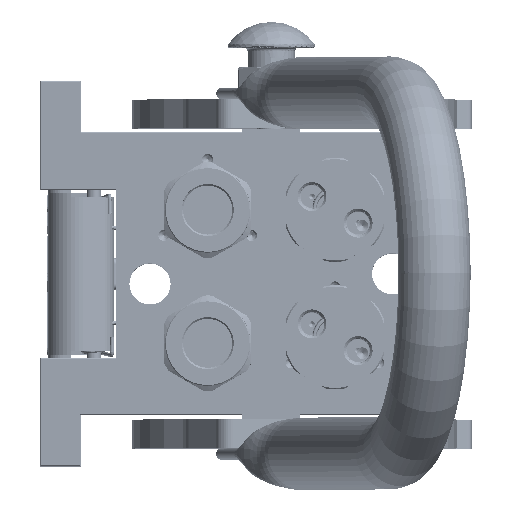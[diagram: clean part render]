
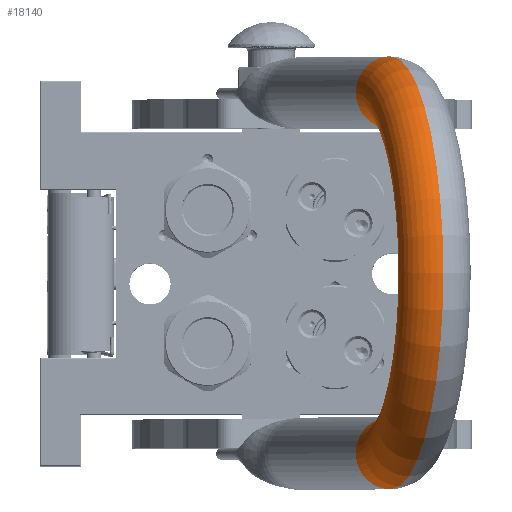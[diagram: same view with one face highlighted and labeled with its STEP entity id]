
A CAD part, top view. The second image highlights one B-rep face of the part: STEP entity #18140.
In plain terms, the highlighted toroidal (fillet/blend) face has major radius 62.25 mm and minor radius 12.5 mm.
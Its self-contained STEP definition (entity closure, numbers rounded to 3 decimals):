
#1442 = DIRECTION ( 'NONE',  ( 0., 1., 0. ) ) ;
#1994 = ORIENTED_EDGE ( 'NONE', *, *, #35857, .T. ) ;
#5104 = VERTEX_POINT ( 'NONE', #10037 ) ;
#6625 = DIRECTION ( 'NONE',  ( 0., 1., 0. ) ) ;
#10037 = CARTESIAN_POINT ( 'NONE',  ( -49.75, 0., 125.25 ) ) ;
#18140 = ADVANCED_FACE ( 'NONE', ( #131606 ), #135147, .T. ) ;
#23398 = AXIS2_PLACEMENT_3D ( 'NONE', #113784, #1442, #80318 ) ;
#25173 = CARTESIAN_POINT ( 'NONE',  ( 74.75, 0., 125.25 ) ) ;
#26575 = CIRCLE ( 'NONE', #86461, 12.5 ) ;
#27598 = DIRECTION ( 'NONE',  ( -1., 0., 0. ) ) ;
#35857 = EDGE_CURVE ( 'NONE', #57062, #52093, #116798, .T. ) ;
#38616 = EDGE_LOOP ( 'NONE', ( #1994, #120226, #69777, #74142 ) ) ;
#46704 = CARTESIAN_POINT ( 'NONE',  ( 0., 0., 125.25 ) ) ;
#49812 = CARTESIAN_POINT ( 'NONE',  ( 0., 0., 125.25 ) ) ;
#52093 = VERTEX_POINT ( 'NONE', #25173 ) ;
#52232 = EDGE_CURVE ( 'NONE', #5104, #144817, #133335, .T. ) ;
#56901 = AXIS2_PLACEMENT_3D ( 'NONE', #46704, #6625, #110567 ) ;
#57062 = VERTEX_POINT ( 'NONE', #144789 ) ;
#60803 = AXIS2_PLACEMENT_3D ( 'NONE', #49812, #82864, #27598 ) ;
#66119 = CARTESIAN_POINT ( 'NONE',  ( -62.25, 0., 125.25 ) ) ;
#68298 = DIRECTION ( 'NONE',  ( -1., 0., 0. ) ) ;
#69777 = ORIENTED_EDGE ( 'NONE', *, *, #52232, .F. ) ;
#74142 = ORIENTED_EDGE ( 'NONE', *, *, #127261, .T. ) ;
#80318 = DIRECTION ( 'NONE',  ( 1., 0., 0. ) ) ;
#81549 = EDGE_CURVE ( 'NONE', #144817, #52093, #26575, .T. ) ;
#82864 = DIRECTION ( 'NONE',  ( 0., 1., 0. ) ) ;
#86461 = AXIS2_PLACEMENT_3D ( 'NONE', #136749, #91941, #68298 ) ;
#91941 = DIRECTION ( 'NONE',  ( 0., 0., -1. ) ) ;
#98141 = DIRECTION ( 'NONE',  ( 1., 0., 0. ) ) ;
#103445 = CIRCLE ( 'NONE', #103872, 12.5 ) ;
#103872 = AXIS2_PLACEMENT_3D ( 'NONE', #66119, #143981, #98141 ) ;
#110567 = DIRECTION ( 'NONE',  ( -1., 0., 0. ) ) ;
#113624 = CARTESIAN_POINT ( 'NONE',  ( 49.75, 0., 125.25 ) ) ;
#113784 = CARTESIAN_POINT ( 'NONE',  ( 0., 0., 125.25 ) ) ;
#116798 = CIRCLE ( 'NONE', #56901, 74.75 ) ;
#120226 = ORIENTED_EDGE ( 'NONE', *, *, #81549, .F. ) ;
#127261 = EDGE_CURVE ( 'NONE', #5104, #57062, #103445, .T. ) ;
#131606 = FACE_OUTER_BOUND ( 'NONE', #38616, .T. ) ;
#133335 = CIRCLE ( 'NONE', #60803, 49.75 ) ;
#135147 = TOROIDAL_SURFACE ( 'NONE', #23398, 62.25, 12.5 ) ;
#136749 = CARTESIAN_POINT ( 'NONE',  ( 62.25, 0., 125.25 ) ) ;
#143981 = DIRECTION ( 'NONE',  ( 0., 0., 1. ) ) ;
#144789 = CARTESIAN_POINT ( 'NONE',  ( -74.75, 0., 125.25 ) ) ;
#144817 = VERTEX_POINT ( 'NONE', #113624 ) ;
